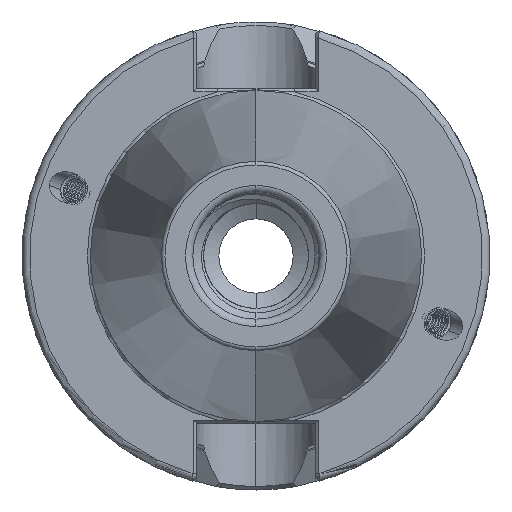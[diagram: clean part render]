
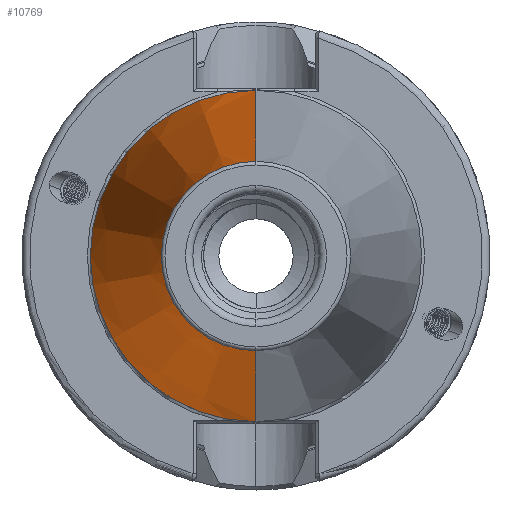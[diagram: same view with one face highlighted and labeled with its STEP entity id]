
A CAD part, left-side view. The second image highlights one B-rep face of the part: STEP entity #10769.
In plain terms, the highlighted conical face has half-angle 8.297 degrees and reference radius 22.298 mm.
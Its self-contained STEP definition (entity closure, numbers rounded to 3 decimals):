
#3910 = DIRECTION ( 'NONE',  ( 1., 0., 0. ) ) ;
#3917 = DIRECTION ( 'NONE',  ( 0., 0., -1. ) ) ;
#3941 = CARTESIAN_POINT ( 'NONE',  ( -1.5, 0., 0. ) ) ;
#3942 = DIRECTION ( 'NONE',  ( 1., 0., 0. ) ) ;
#3989 = DIRECTION ( 'NONE',  ( 0., 0., -1. ) ) ;
#3999 = CARTESIAN_POINT ( 'NONE',  ( -66.972, 0., 0. ) ) ;
#4269 = DIRECTION ( 'NONE',  ( 0.99, 0., -0.144 ) ) ;
#4274 = DIRECTION ( 'NONE',  ( 0.99, 0., 0.144 ) ) ;
#4285 = CARTESIAN_POINT ( 'NONE',  ( -1.5, 0., 22.298 ) ) ;
#4286 = CARTESIAN_POINT ( 'NONE',  ( -1.5, 0., -22.298 ) ) ;
#6426 = DIRECTION ( 'NONE',  ( 0., 0., -1. ) ) ;
#6446 = CARTESIAN_POINT ( 'NONE',  ( -1.5, 0., 0. ) ) ;
#6461 = DIRECTION ( 'NONE',  ( 1., 0., 0. ) ) ;
#6788 = CARTESIAN_POINT ( 'NONE',  ( -1.5, 0., 22.298 ) ) ;
#6853 = CARTESIAN_POINT ( 'NONE',  ( -66.972, 0., 12.75 ) ) ;
#6863 = CARTESIAN_POINT ( 'NONE',  ( -1.5, 0., -22.298 ) ) ;
#6927 = CARTESIAN_POINT ( 'NONE',  ( -66.972, 0., -12.75 ) ) ;
#7471 = EDGE_LOOP ( 'NONE', ( #8599, #8539, #8590, #8568 ) ) ;
#8539 = ORIENTED_EDGE ( 'NONE', *, *, #12071, .T. ) ;
#8568 = ORIENTED_EDGE ( 'NONE', *, *, #12070, .F. ) ;
#8590 = ORIENTED_EDGE ( 'NONE', *, *, #12013, .F. ) ;
#8599 = ORIENTED_EDGE ( 'NONE', *, *, #12030, .T. ) ;
#10769 = ADVANCED_FACE ( 'NONE', ( #17788 ), #17782, .T. ) ;
#12013 = EDGE_CURVE ( 'NONE', #17354, #17327, #18549, .T. ) ;
#12030 = EDGE_CURVE ( 'NONE', #17425, #17351, #18586, .T. ) ;
#12070 = EDGE_CURVE ( 'NONE', #17425, #17354, #18680, .T. ) ;
#12071 = EDGE_CURVE ( 'NONE', #17351, #17327, #18676, .T. ) ;
#12396 = AXIS2_PLACEMENT_3D ( 'NONE', #3941, #3910, #3917 ) ;
#12411 = AXIS2_PLACEMENT_3D ( 'NONE', #3999, #3942, #3989 ) ;
#12471 = AXIS2_PLACEMENT_3D ( 'NONE', #6446, #6461, #6426 ) ;
#17327 = VERTEX_POINT ( 'NONE', #6788 ) ;
#17351 = VERTEX_POINT ( 'NONE', #6853 ) ;
#17354 = VERTEX_POINT ( 'NONE', #6863 ) ;
#17425 = VERTEX_POINT ( 'NONE', #6927 ) ;
#17782 = CONICAL_SURFACE ( 'NONE', #12471, 22.298, 0.145 ) ;
#17788 = FACE_OUTER_BOUND ( 'NONE', #7471, .T. ) ;
#18549 = CIRCLE ( 'NONE', #12396, 22.298 ) ;
#18586 = CIRCLE ( 'NONE', #12411, 12.75 ) ;
#18661 = VECTOR ( 'NONE', #4269, 1000. ) ;
#18676 = LINE ( 'NONE', #4285, #18679 ) ;
#18679 = VECTOR ( 'NONE', #4274, 1000. ) ;
#18680 = LINE ( 'NONE', #4286, #18661 ) ;
